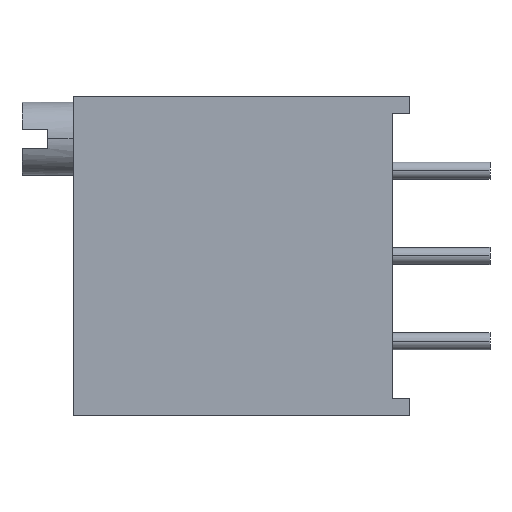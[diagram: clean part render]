
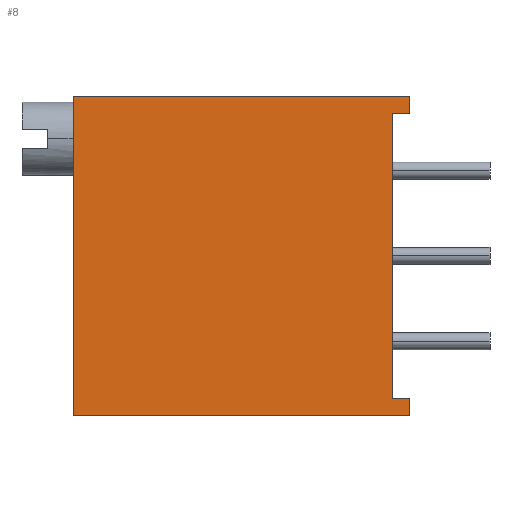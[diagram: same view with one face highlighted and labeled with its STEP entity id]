
A CAD part, top view. The second image highlights one B-rep face of the part: STEP entity #8.
In plain terms, the highlighted planar face has unit normal (0, 0, 1).
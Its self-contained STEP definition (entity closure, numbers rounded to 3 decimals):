
#2 = CARTESIAN_POINT ( 'NONE',  ( 9.525, -9.018, 4.445 ) ) ;
#6 = ORIENTED_EDGE ( 'NONE', *, *, #735, .F. ) ;
#8 = ADVANCED_FACE ( 'NONE', ( #1464 ), #1080, .T. ) ;
#9 = VERTEX_POINT ( 'NONE', #688 ) ;
#18 = VECTOR ( 'NONE', #1102, 1000. ) ;
#23 = EDGE_CURVE ( 'NONE', #942, #703, #309, .T. ) ;
#31 = CARTESIAN_POINT ( 'NONE',  ( 10.033, -9.018, 4.445 ) ) ;
#51 = VECTOR ( 'NONE', #441, 1000. ) ;
#72 = EDGE_CURVE ( 'NONE', #1498, #9, #995, .T. ) ;
#116 = VECTOR ( 'NONE', #1246, 1000. ) ;
#134 = VERTEX_POINT ( 'NONE', #232 ) ;
#188 = CARTESIAN_POINT ( 'NONE',  ( 10.033, -0.507, 4.445 ) ) ;
#220 = CARTESIAN_POINT ( 'NONE',  ( 0., -9.525, 4.445 ) ) ;
#232 = CARTESIAN_POINT ( 'NONE',  ( 10.033, -0.507, 4.445 ) ) ;
#243 = DIRECTION ( 'NONE',  ( 1., 0., 0. ) ) ;
#259 = ORIENTED_EDGE ( 'NONE', *, *, #1211, .T. ) ;
#274 = DIRECTION ( 'NONE',  ( 1., 0., 0. ) ) ;
#292 = AXIS2_PLACEMENT_3D ( 'NONE', #431, #1316, #569 ) ;
#300 = VERTEX_POINT ( 'NONE', #220 ) ;
#301 = CARTESIAN_POINT ( 'NONE',  ( 9.525, -9.018, 4.445 ) ) ;
#309 = LINE ( 'NONE', #1572, #51 ) ;
#362 = CARTESIAN_POINT ( 'NONE',  ( 10.033, -9.018, 4.445 ) ) ;
#431 = CARTESIAN_POINT ( 'NONE',  ( 0., 0., 4.445 ) ) ;
#439 = LINE ( 'NONE', #1443, #722 ) ;
#441 = DIRECTION ( 'NONE',  ( 0., 1., 0. ) ) ;
#444 = ORIENTED_EDGE ( 'NONE', *, *, #561, .F. ) ;
#512 = DIRECTION ( 'NONE',  ( 0., -1., 0. ) ) ;
#544 = EDGE_CURVE ( 'NONE', #300, #728, #1254, .T. ) ;
#561 = EDGE_CURVE ( 'NONE', #1408, #728, #998, .T. ) ;
#562 = ORIENTED_EDGE ( 'NONE', *, *, #23, .T. ) ;
#569 = DIRECTION ( 'NONE',  ( 1., 0., 0. ) ) ;
#606 = VECTOR ( 'NONE', #512, 1000. ) ;
#664 = VECTOR ( 'NONE', #274, 1000. ) ;
#688 = CARTESIAN_POINT ( 'NONE',  ( 0., 0., 4.445 ) ) ;
#703 = VERTEX_POINT ( 'NONE', #1472 ) ;
#722 = VECTOR ( 'NONE', #1084, 1000. ) ;
#728 = VERTEX_POINT ( 'NONE', #967 ) ;
#735 = EDGE_CURVE ( 'NONE', #134, #703, #1228, .T. ) ;
#749 = CARTESIAN_POINT ( 'NONE',  ( 10.033, 0., 4.445 ) ) ;
#839 = VECTOR ( 'NONE', #243, 1000. ) ;
#922 = CARTESIAN_POINT ( 'NONE',  ( 10.033, 0., 4.445 ) ) ;
#942 = VERTEX_POINT ( 'NONE', #2 ) ;
#967 = CARTESIAN_POINT ( 'NONE',  ( 10.033, -9.525, 4.445 ) ) ;
#982 = VECTOR ( 'NONE', #1233, 1000. ) ;
#995 = LINE ( 'NONE', #1026, #982 ) ;
#998 = LINE ( 'NONE', #362, #116 ) ;
#1026 = CARTESIAN_POINT ( 'NONE',  ( 10.033, 0., 4.445 ) ) ;
#1080 = PLANE ( 'NONE',  #292 ) ;
#1084 = DIRECTION ( 'NONE',  ( 0., -1., 0. ) ) ;
#1102 = DIRECTION ( 'NONE',  ( -1., 0., 0. ) ) ;
#1107 = EDGE_CURVE ( 'NONE', #942, #1408, #1402, .T. ) ;
#1179 = EDGE_LOOP ( 'NONE', ( #1636, #259, #1184, #444, #1569, #562, #6, #1612 ) ) ;
#1184 = ORIENTED_EDGE ( 'NONE', *, *, #544, .T. ) ;
#1211 = EDGE_CURVE ( 'NONE', #9, #300, #439, .T. ) ;
#1228 = LINE ( 'NONE', #188, #18 ) ;
#1233 = DIRECTION ( 'NONE',  ( -1., 0., 0. ) ) ;
#1246 = DIRECTION ( 'NONE',  ( 0., -1., 0. ) ) ;
#1254 = LINE ( 'NONE', #1368, #839 ) ;
#1316 = DIRECTION ( 'NONE',  ( 0., 0., 1. ) ) ;
#1346 = EDGE_CURVE ( 'NONE', #1498, #134, #1513, .T. ) ;
#1368 = CARTESIAN_POINT ( 'NONE',  ( 0., -9.525, 4.445 ) ) ;
#1402 = LINE ( 'NONE', #301, #664 ) ;
#1408 = VERTEX_POINT ( 'NONE', #31 ) ;
#1443 = CARTESIAN_POINT ( 'NONE',  ( 0., 0., 4.445 ) ) ;
#1464 = FACE_OUTER_BOUND ( 'NONE', #1179, .T. ) ;
#1472 = CARTESIAN_POINT ( 'NONE',  ( 9.525, -0.507, 4.445 ) ) ;
#1498 = VERTEX_POINT ( 'NONE', #749 ) ;
#1513 = LINE ( 'NONE', #922, #606 ) ;
#1569 = ORIENTED_EDGE ( 'NONE', *, *, #1107, .F. ) ;
#1572 = CARTESIAN_POINT ( 'NONE',  ( 9.525, -9.018, 4.445 ) ) ;
#1612 = ORIENTED_EDGE ( 'NONE', *, *, #1346, .F. ) ;
#1636 = ORIENTED_EDGE ( 'NONE', *, *, #72, .T. ) ;
